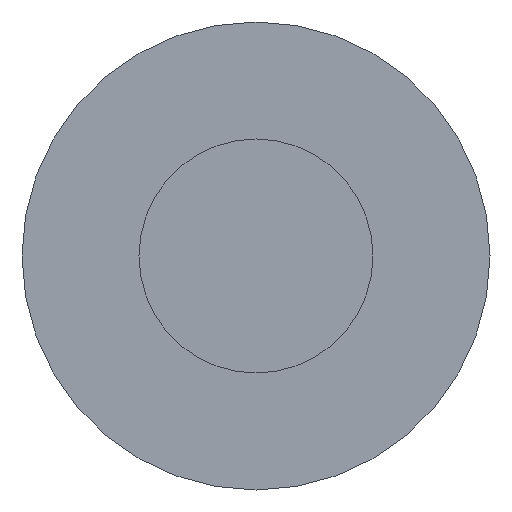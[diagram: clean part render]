
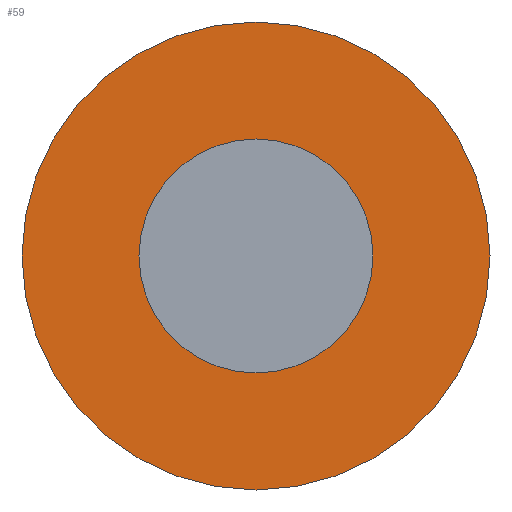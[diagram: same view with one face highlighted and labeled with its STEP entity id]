
A CAD part, front view. The second image highlights one B-rep face of the part: STEP entity #59.
In plain terms, the highlighted planar face has unit normal (0, -1, 0).
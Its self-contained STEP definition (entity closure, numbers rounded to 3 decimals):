
#29 = CARTESIAN_POINT ( 'NONE',  ( 0., 0., 0. ) ) ;
#38 = DIRECTION ( 'NONE',  ( 0., 0., 1. ) ) ;
#40 = EDGE_CURVE ( 'NONE', #68, #157, #212, .T. ) ;
#41 = EDGE_CURVE ( 'NONE', #150, #151, #314, .T. ) ;
#46 = DIRECTION ( 'NONE',  ( 0., 1., 0. ) ) ;
#50 = DIRECTION ( 'NONE',  ( 0., 0., 1. ) ) ;
#59 = ADVANCED_FACE ( 'NONE', ( #226, #218 ), #81, .F. ) ;
#68 = VERTEX_POINT ( 'NONE', #270 ) ;
#80 = DIRECTION ( 'NONE',  ( 0., 0., 1. ) ) ;
#81 = PLANE ( 'NONE',  #162 ) ;
#92 = ORIENTED_EDGE ( 'NONE', *, *, #99, .F. ) ;
#99 = EDGE_CURVE ( 'NONE', #151, #150, #219, .T. ) ;
#150 = VERTEX_POINT ( 'NONE', #343 ) ;
#151 = VERTEX_POINT ( 'NONE', #357 ) ;
#152 = EDGE_LOOP ( 'NONE', ( #92, #308 ) ) ;
#156 = CARTESIAN_POINT ( 'NONE',  ( 0., 0., 0. ) ) ;
#157 = VERTEX_POINT ( 'NONE', #337 ) ;
#162 = AXIS2_PLACEMENT_3D ( 'NONE', #342, #181, #38 ) ;
#166 = AXIS2_PLACEMENT_3D ( 'NONE', #172, #178, #80 ) ;
#168 = CIRCLE ( 'NONE', #232, 2.5 ) ;
#170 = AXIS2_PLACEMENT_3D ( 'NONE', #156, #293, #329 ) ;
#172 = CARTESIAN_POINT ( 'NONE',  ( 0., 0., 0. ) ) ;
#176 = EDGE_CURVE ( 'NONE', #157, #68, #168, .T. ) ;
#178 = DIRECTION ( 'NONE',  ( 0., 1., 0. ) ) ;
#181 = DIRECTION ( 'NONE',  ( 0., 1., 0. ) ) ;
#197 = DIRECTION ( 'NONE',  ( 0., 0., -1. ) ) ;
#203 = DIRECTION ( 'NONE',  ( 0., -1., 0. ) ) ;
#204 = AXIS2_PLACEMENT_3D ( 'NONE', #29, #46, #50 ) ;
#212 = CIRCLE ( 'NONE', #170, 2.5 ) ;
#218 = FACE_OUTER_BOUND ( 'NONE', #152, .T. ) ;
#219 = CIRCLE ( 'NONE', #204, 5. ) ;
#226 = FACE_BOUND ( 'NONE', #380, .T. ) ;
#232 = AXIS2_PLACEMENT_3D ( 'NONE', #237, #203, #197 ) ;
#237 = CARTESIAN_POINT ( 'NONE',  ( 0., 0., 0. ) ) ;
#270 = CARTESIAN_POINT ( 'NONE',  ( 0., 0., 2.5 ) ) ;
#293 = DIRECTION ( 'NONE',  ( 0., -1., 0. ) ) ;
#301 = ORIENTED_EDGE ( 'NONE', *, *, #176, .F. ) ;
#308 = ORIENTED_EDGE ( 'NONE', *, *, #41, .F. ) ;
#314 = CIRCLE ( 'NONE', #166, 5. ) ;
#316 = ORIENTED_EDGE ( 'NONE', *, *, #40, .F. ) ;
#329 = DIRECTION ( 'NONE',  ( 0., 0., -1. ) ) ;
#337 = CARTESIAN_POINT ( 'NONE',  ( 0., 0., -2.5 ) ) ;
#342 = CARTESIAN_POINT ( 'NONE',  ( 0., 0., 0. ) ) ;
#343 = CARTESIAN_POINT ( 'NONE',  ( 0., 0., 5. ) ) ;
#357 = CARTESIAN_POINT ( 'NONE',  ( 0., 0., -5. ) ) ;
#380 = EDGE_LOOP ( 'NONE', ( #316, #301 ) ) ;
